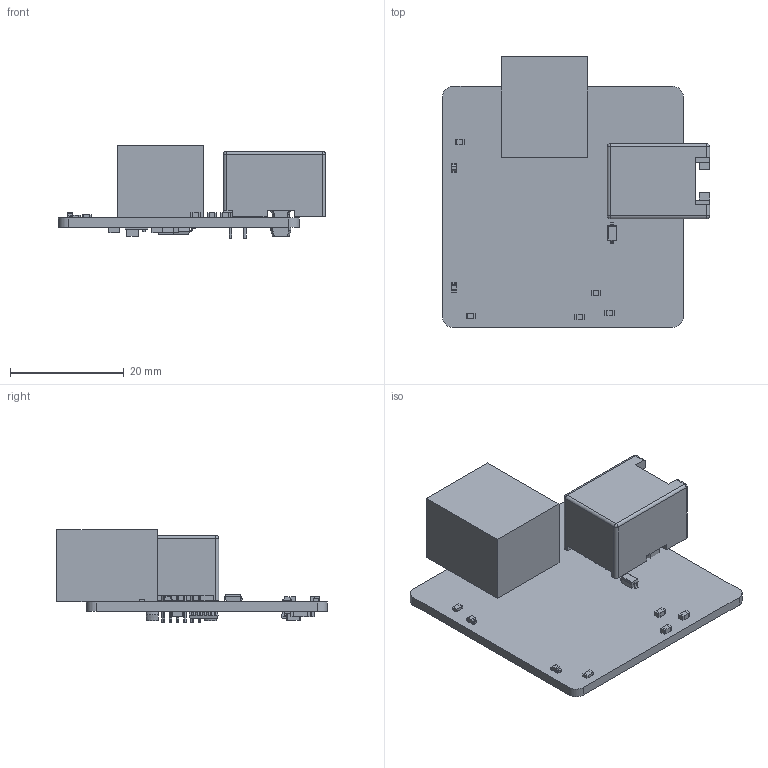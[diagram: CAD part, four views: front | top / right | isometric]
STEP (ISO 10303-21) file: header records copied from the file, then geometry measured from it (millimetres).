
FILE_DESCRIPTION(('Open CASCADE Model'),'2;1');
FILE_NAME('Open CASCADE Shape Model','2021-04-09T20:43:39',('Author'),( 'Open CASCADE'),'Open CASCADE STEP processor 6.5','Open CASCADE 6.5' ,'Unknown');
FILE_SCHEMA(('AUTOMOTIVE_DESIGN { 1 0 10303 214 1 1 1 1 }'));
Length unit declared in the file: millimetre
Products named in the file (69): PCB; Board; R9; 1576891008; Extruded; 1576891264; R7; R8; R20; 1576891904; 1576893312; R19; 1576896512; 1576896384; 24V; User_Library-LTST-C190TBKT; User_Library-LTST-C190TBKT_Pad; User_Library-LTST-C190TBKT_Pad005; User_Library-LTST-C190TBKT_Pad001; User_Library-LTST-C190TBKT_Pad004; User_Library-LTST-C190TBKT_Pad003; User_Library-LTST-C190TBKT_Lens; 1582907056; 5V; U1; tssop14-2; J1; 1582908720; J2; 54601-906WPLFc; C9; 1582911024; 1582911152; C10; 1576890624; 1576890496; C11; 1582910768; 1582910896; C12 ...
Assembly tree (93 placements, depth 4):
  PCB
    Board
    R9
      1576891008
        Extruded
      1576891264  x2
        Extruded
    R7
      1576891264  x2
        Extruded
      1576891008
        Extruded
    R8
      1576891264  x2
        Extruded
      1576891008
        Extruded
    R20
      1576891904  x2
        Extruded
      1576893312
        Extruded
    R19
      1576896512
        Extruded
      1576896384  x2
        Extruded
    24V
      User_Library-LTST-C190TBKT
        User_Library-LTST-C190TBKT_Pad
        User_Library-LTST-C190TBKT_Pad005
        User_Library-LTST-C190TBKT_Pad001
        User_Library-LTST-C190TBKT_Pad004
        User_Library-LTST-C190TBKT_Pad003
        User_Library-LTST-C190TBKT_Lens
      1582907056  x2
        Extruded
    5V
      User_Library-LTST-C190TBKT
        User_Library-LTST-C190TBKT_Pad
        User_Library-LTST-C190TBKT_Pad005
        User_Library-LTST-C190TBKT_Pad001
        User_Library-LTST-C190TBKT_Pad004
        User_Library-LTST-C190TBKT_Pad003
        User_Library-LTST-C190TBKT_Lens
      1582907056  x2
        Extruded
    U1
      tssop14-2
    J1
      1582908720
        Extruded
    J2
      54601-906WPLFc
    C9
      1582911024  x2
        Extruded
      1582911152
        Extruded
    C10
Bounding box: 47.05 x 47.63 x 16.25 mm (x, y, z)
Volume: 8266.7 mm3; surface area: 7241.4 mm2
Topology: 66 solids, 66 shells, 821 faces, 1970 edges, 1296 vertices
Faces by surface type: plane 658, cylinder 145, cone 10, sphere 4, torus 4
Full cylindrical faces by diameter (mm): 0.1 x1
Entity records: 42651 total; most frequent: CARTESIAN_POINT 10740, DIRECTION 5195, LINE 3257, VECTOR 3257, ORIENTED_EDGE 2886, PCURVE 2886, DEFINITIONAL_REPRESENTATION 2886, EDGE_CURVE 1443
